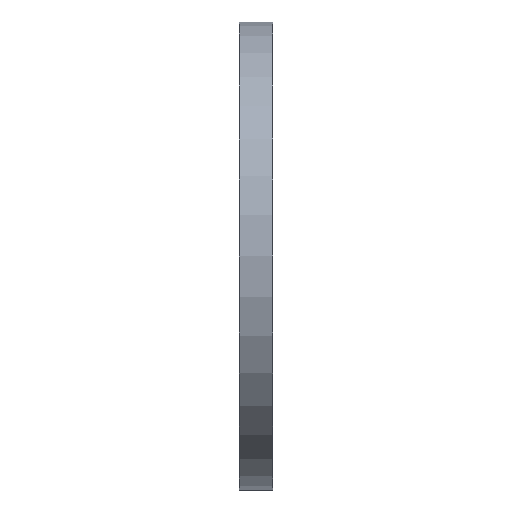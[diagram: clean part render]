
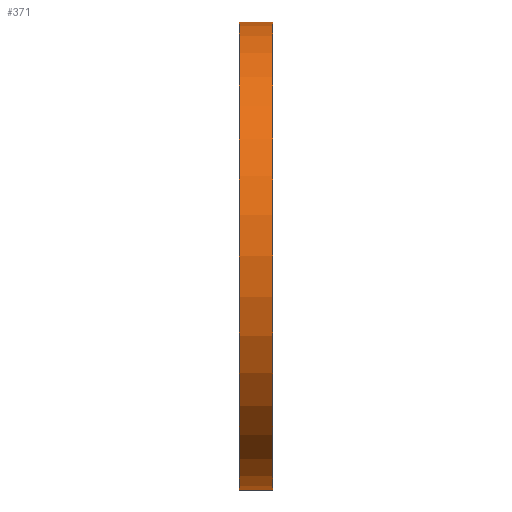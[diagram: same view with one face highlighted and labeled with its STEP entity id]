
A CAD part, front view. The second image highlights one B-rep face of the part: STEP entity #371.
In plain terms, the highlighted cylindrical face has radius 170 mm (diameter 340 mm), a partial arc.
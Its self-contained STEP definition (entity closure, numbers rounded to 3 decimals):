
#217 = VERTEX_POINT( '', #578 );
#325 = VERTEX_POINT( '', #695 );
#339 = EDGE_CURVE( '', #411, #531, #711, .T. );
#371 = ADVANCED_FACE( '', ( #744 ), #745, .T. );
#411 = VERTEX_POINT( '', #787 );
#413 = EDGE_CURVE( '', #325, #411, #789, .T. );
#489 = EDGE_CURVE( '', #217, #325, #900, .T. );
#521 = EDGE_CURVE( '', #531, #217, #935, .T. );
#531 = VERTEX_POINT( '', #945 );
#578 = CARTESIAN_POINT( '', ( 0., 0., 170. ) );
#695 = CARTESIAN_POINT( '', ( 0., 0., -170. ) );
#711 = CIRCLE( '', #1154, 170. );
#744 = FACE_OUTER_BOUND( '', #1200, .T. );
#745 = CYLINDRICAL_SURFACE( '', #1201, 170. );
#787 = CARTESIAN_POINT( '', ( 24., 0., -170. ) );
#789 = LINE( '', #1264, #1265 );
#900 = CIRCLE( '', #1401, 170. );
#935 = LINE( '', #1444, #1445 );
#945 = CARTESIAN_POINT( '', ( 24., 0., 170. ) );
#1154 = AXIS2_PLACEMENT_3D( '', #1646, #1647, #1648 );
#1200 = EDGE_LOOP( '', ( #1682, #1683, #1684, #1685 ) );
#1201 = AXIS2_PLACEMENT_3D( '', #1686, #1687, #1688 );
#1264 = CARTESIAN_POINT( '', ( 0., 0., -170. ) );
#1265 = VECTOR( '', #1734, 1. );
#1401 = AXIS2_PLACEMENT_3D( '', #1912, #1913, #1914 );
#1444 = CARTESIAN_POINT( '', ( 0., 0., 170. ) );
#1445 = VECTOR( '', #1945, 1. );
#1646 = CARTESIAN_POINT( '', ( 24., 0., 0. ) );
#1647 = DIRECTION( '', ( -1., 0., 0. ) );
#1648 = DIRECTION( '', ( 0., 0., -1. ) );
#1682 = ORIENTED_EDGE( '', *, *, #413, .T. );
#1683 = ORIENTED_EDGE( '', *, *, #339, .T. );
#1684 = ORIENTED_EDGE( '', *, *, #521, .T. );
#1685 = ORIENTED_EDGE( '', *, *, #489, .T. );
#1686 = CARTESIAN_POINT( '', ( 0., 0., 0. ) );
#1687 = DIRECTION( '', ( -1., 0., 0. ) );
#1688 = DIRECTION( '', ( 0., 0., -1. ) );
#1734 = DIRECTION( '', ( 1., 0., 0. ) );
#1912 = CARTESIAN_POINT( '', ( 0., 0., 0. ) );
#1913 = DIRECTION( '', ( 1., 0., 0. ) );
#1914 = DIRECTION( '', ( 0., 0., -1. ) );
#1945 = DIRECTION( '', ( -1., 0., 0. ) );
